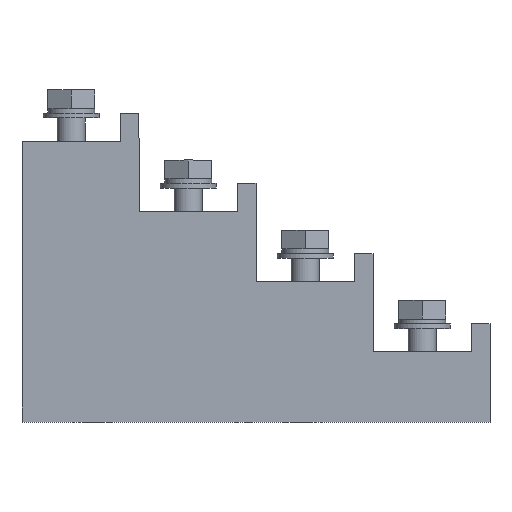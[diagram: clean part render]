
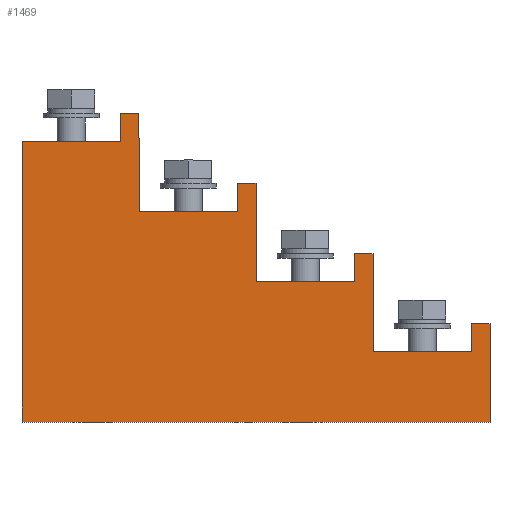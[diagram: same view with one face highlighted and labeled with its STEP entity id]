
A CAD part, top view. The second image highlights one B-rep face of the part: STEP entity #1469.
In plain terms, the highlighted planar face has unit normal (0, 0, 1).
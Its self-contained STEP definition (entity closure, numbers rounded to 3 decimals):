
#24 = ORIENTED_EDGE ( 'NONE', *, *, #2666, .T. ) ;
#28 = CARTESIAN_POINT ( 'NONE',  ( 0., 0., 10. ) ) ;
#37 = EDGE_LOOP ( 'NONE', ( #1116, #349, #238, #1201, #24, #1186, #2389, #2624, #1424, #883, #782, #299, #2453, #1509, #1045, #1917, #2555, #1207 ) ) ;
#40 = CARTESIAN_POINT ( 'NONE',  ( 0., 0., 10. ) ) ;
#43 = VERTEX_POINT ( 'NONE', #298 ) ;
#50 = EDGE_CURVE ( 'NONE', #1295, #2059, #2681, .T. ) ;
#63 = CARTESIAN_POINT ( 'NONE',  ( 71., 36., 10. ) ) ;
#78 = DIRECTION ( 'NONE',  ( -1., 0., 0. ) ) ;
#80 = VERTEX_POINT ( 'NONE', #922 ) ;
#103 = EDGE_CURVE ( 'NONE', #944, #2585, #306, .T. ) ;
#106 = CARTESIAN_POINT ( 'NONE',  ( 100., 15., 10. ) ) ;
#113 = VECTOR ( 'NONE', #1231, 1000. ) ;
#115 = CARTESIAN_POINT ( 'NONE',  ( 0., 0., 10. ) ) ;
#145 = VERTEX_POINT ( 'NONE', #1034 ) ;
#156 = VECTOR ( 'NONE', #230, 1000. ) ;
#166 = CARTESIAN_POINT ( 'NONE',  ( 50., 30., 10. ) ) ;
#183 = VERTEX_POINT ( 'NONE', #1241 ) ;
#214 = DIRECTION ( 'NONE',  ( -1., 0., 0. ) ) ;
#230 = DIRECTION ( 'NONE',  ( -1., 0., 0. ) ) ;
#238 = ORIENTED_EDGE ( 'NONE', *, *, #2720, .T. ) ;
#258 = LINE ( 'NONE', #1365, #823 ) ;
#264 = CARTESIAN_POINT ( 'NONE',  ( 0., 60., 10. ) ) ;
#271 = DIRECTION ( 'NONE',  ( 0., -1., 0. ) ) ;
#298 = CARTESIAN_POINT ( 'NONE',  ( 46., 51., 10. ) ) ;
#299 = ORIENTED_EDGE ( 'NONE', *, *, #598, .T. ) ;
#306 = LINE ( 'NONE', #2642, #1853 ) ;
#349 = ORIENTED_EDGE ( 'NONE', *, *, #578, .T. ) ;
#351 = LINE ( 'NONE', #1285, #1585 ) ;
#373 = DIRECTION ( 'NONE',  ( -1., 0., 0. ) ) ;
#377 = CARTESIAN_POINT ( 'NONE',  ( 71., 30., 10. ) ) ;
#402 = DIRECTION ( 'NONE',  ( 0., 1., 0. ) ) ;
#436 = DIRECTION ( 'NONE',  ( 0., -1., 0. ) ) ;
#472 = CARTESIAN_POINT ( 'NONE',  ( 100., 0., 10. ) ) ;
#473 = CARTESIAN_POINT ( 'NONE',  ( 21., 66., 10. ) ) ;
#488 = EDGE_CURVE ( 'NONE', #2059, #43, #2048, .T. ) ;
#515 = CARTESIAN_POINT ( 'NONE',  ( 96., 21., 10. ) ) ;
#527 = EDGE_CURVE ( 'NONE', #80, #1954, #874, .T. ) ;
#577 = DIRECTION ( 'NONE',  ( -1., 0., 0. ) ) ;
#578 = EDGE_CURVE ( 'NONE', #2790, #816, #1326, .T. ) ;
#598 = EDGE_CURVE ( 'NONE', #43, #80, #1195, .T. ) ;
#651 = EDGE_CURVE ( 'NONE', #1893, #1295, #1664, .T. ) ;
#658 = PLANE ( 'NONE',  #2052 ) ;
#757 = LINE ( 'NONE', #1168, #1344 ) ;
#782 = ORIENTED_EDGE ( 'NONE', *, *, #488, .T. ) ;
#816 = VERTEX_POINT ( 'NONE', #867 ) ;
#823 = VECTOR ( 'NONE', #1160, 1000. ) ;
#860 = CARTESIAN_POINT ( 'NONE',  ( 50., 51., 10. ) ) ;
#867 = CARTESIAN_POINT ( 'NONE',  ( 100., 21., 10. ) ) ;
#874 = LINE ( 'NONE', #1602, #1086 ) ;
#875 = VECTOR ( 'NONE', #2047, 1000. ) ;
#878 = DIRECTION ( 'NONE',  ( -1., 0., 0. ) ) ;
#883 = ORIENTED_EDGE ( 'NONE', *, *, #50, .T. ) ;
#909 = CARTESIAN_POINT ( 'NONE',  ( 25., 66., 10. ) ) ;
#922 = CARTESIAN_POINT ( 'NONE',  ( 46., 45., 10. ) ) ;
#925 = VERTEX_POINT ( 'NONE', #40 ) ;
#937 = VECTOR ( 'NONE', #2069, 1000. ) ;
#939 = CARTESIAN_POINT ( 'NONE',  ( 75., 15., 10. ) ) ;
#944 = VERTEX_POINT ( 'NONE', #473 ) ;
#973 = CARTESIAN_POINT ( 'NONE',  ( 96., 15., 10. ) ) ;
#996 = EDGE_CURVE ( 'NONE', #925, #2790, #258, .T. ) ;
#1012 = EDGE_CURVE ( 'NONE', #2245, #2054, #757, .T. ) ;
#1034 = CARTESIAN_POINT ( 'NONE',  ( 96., 21., 10. ) ) ;
#1039 = VECTOR ( 'NONE', #402, 1000. ) ;
#1045 = ORIENTED_EDGE ( 'NONE', *, *, #2474, .T. ) ;
#1060 = VECTOR ( 'NONE', #577, 1000. ) ;
#1067 = DIRECTION ( 'NONE',  ( -1., 0., 0. ) ) ;
#1086 = VECTOR ( 'NONE', #1591, 1000. ) ;
#1098 = EDGE_CURVE ( 'NONE', #1563, #925, #1524, .T. ) ;
#1112 = VERTEX_POINT ( 'NONE', #973 ) ;
#1116 = ORIENTED_EDGE ( 'NONE', *, *, #996, .T. ) ;
#1160 = DIRECTION ( 'NONE',  ( 1., 0., 0. ) ) ;
#1168 = CARTESIAN_POINT ( 'NONE',  ( 75., 30., 10. ) ) ;
#1175 = VECTOR ( 'NONE', #271, 1000. ) ;
#1186 = ORIENTED_EDGE ( 'NONE', *, *, #1012, .T. ) ;
#1195 = LINE ( 'NONE', #2535, #113 ) ;
#1201 = ORIENTED_EDGE ( 'NONE', *, *, #1652, .T. ) ;
#1207 = ORIENTED_EDGE ( 'NONE', *, *, #1098, .T. ) ;
#1231 = DIRECTION ( 'NONE',  ( 0., -1., 0. ) ) ;
#1241 = CARTESIAN_POINT ( 'NONE',  ( 71., 36., 10. ) ) ;
#1285 = CARTESIAN_POINT ( 'NONE',  ( 75., 15., 10. ) ) ;
#1295 = VERTEX_POINT ( 'NONE', #1921 ) ;
#1305 = LINE ( 'NONE', #1969, #156 ) ;
#1321 = EDGE_CURVE ( 'NONE', #1954, #1582, #2072, .T. ) ;
#1326 = LINE ( 'NONE', #106, #1852 ) ;
#1344 = VECTOR ( 'NONE', #2470, 1000. ) ;
#1365 = CARTESIAN_POINT ( 'NONE',  ( 100., 0., 10. ) ) ;
#1423 = EDGE_CURVE ( 'NONE', #2585, #1563, #2008, .T. ) ;
#1424 = ORIENTED_EDGE ( 'NONE', *, *, #651, .T. ) ;
#1449 = VECTOR ( 'NONE', #2374, 1000. ) ;
#1463 = VECTOR ( 'NONE', #78, 1000. ) ;
#1469 = ADVANCED_FACE ( 'NONE', ( #2070 ), #658, .F. ) ;
#1509 = ORIENTED_EDGE ( 'NONE', *, *, #1321, .T. ) ;
#1524 = LINE ( 'NONE', #115, #937 ) ;
#1563 = VERTEX_POINT ( 'NONE', #264 ) ;
#1582 = VERTEX_POINT ( 'NONE', #909 ) ;
#1585 = VECTOR ( 'NONE', #1067, 1000. ) ;
#1591 = DIRECTION ( 'NONE',  ( -1., 0., 0. ) ) ;
#1602 = CARTESIAN_POINT ( 'NONE',  ( 25., 45., 10. ) ) ;
#1652 = EDGE_CURVE ( 'NONE', #145, #1112, #2162, .T. ) ;
#1664 = LINE ( 'NONE', #166, #2235 ) ;
#1763 = LINE ( 'NONE', #63, #1175 ) ;
#1852 = VECTOR ( 'NONE', #2279, 1000. ) ;
#1853 = VECTOR ( 'NONE', #436, 1000. ) ;
#1890 = CARTESIAN_POINT ( 'NONE',  ( 21., 66., 10. ) ) ;
#1893 = VERTEX_POINT ( 'NONE', #377 ) ;
#1917 = ORIENTED_EDGE ( 'NONE', *, *, #103, .T. ) ;
#1921 = CARTESIAN_POINT ( 'NONE',  ( 50., 30., 10. ) ) ;
#1932 = CARTESIAN_POINT ( 'NONE',  ( 71., 36., 10. ) ) ;
#1954 = VERTEX_POINT ( 'NONE', #2792 ) ;
#1957 = CARTESIAN_POINT ( 'NONE',  ( 0., 60., 10. ) ) ;
#1969 = CARTESIAN_POINT ( 'NONE',  ( 96., 21., 10. ) ) ;
#2008 = LINE ( 'NONE', #1957, #2773 ) ;
#2027 = LINE ( 'NONE', #1932, #1449 ) ;
#2044 = DIRECTION ( 'NONE',  ( 0., -1., 0. ) ) ;
#2047 = DIRECTION ( 'NONE',  ( 0., 1., 0. ) ) ;
#2048 = LINE ( 'NONE', #2448, #1463 ) ;
#2052 = AXIS2_PLACEMENT_3D ( 'NONE', #28, #2195, #878 ) ;
#2054 = VERTEX_POINT ( 'NONE', #2161 ) ;
#2059 = VERTEX_POINT ( 'NONE', #860 ) ;
#2069 = DIRECTION ( 'NONE',  ( 0., -1., 0. ) ) ;
#2070 = FACE_OUTER_BOUND ( 'NONE', #37, .T. ) ;
#2072 = LINE ( 'NONE', #2137, #1039 ) ;
#2137 = CARTESIAN_POINT ( 'NONE',  ( 25., 60., 10. ) ) ;
#2154 = LINE ( 'NONE', #1890, #1060 ) ;
#2161 = CARTESIAN_POINT ( 'NONE',  ( 75., 36., 10. ) ) ;
#2162 = LINE ( 'NONE', #515, #2231 ) ;
#2166 = EDGE_CURVE ( 'NONE', #183, #1893, #1763, .T. ) ;
#2195 = DIRECTION ( 'NONE',  ( 0., 0., -1. ) ) ;
#2231 = VECTOR ( 'NONE', #2044, 1000. ) ;
#2235 = VECTOR ( 'NONE', #373, 1000. ) ;
#2245 = VERTEX_POINT ( 'NONE', #939 ) ;
#2279 = DIRECTION ( 'NONE',  ( 0., 1., 0. ) ) ;
#2292 = CARTESIAN_POINT ( 'NONE',  ( 50., 45., 10. ) ) ;
#2374 = DIRECTION ( 'NONE',  ( -1., 0., 0. ) ) ;
#2389 = ORIENTED_EDGE ( 'NONE', *, *, #2649, .T. ) ;
#2448 = CARTESIAN_POINT ( 'NONE',  ( 46., 51., 10. ) ) ;
#2453 = ORIENTED_EDGE ( 'NONE', *, *, #527, .T. ) ;
#2470 = DIRECTION ( 'NONE',  ( 0., 1., 0. ) ) ;
#2474 = EDGE_CURVE ( 'NONE', #1582, #944, #2154, .T. ) ;
#2535 = CARTESIAN_POINT ( 'NONE',  ( 46., 51., 10. ) ) ;
#2555 = ORIENTED_EDGE ( 'NONE', *, *, #1423, .T. ) ;
#2570 = CARTESIAN_POINT ( 'NONE',  ( 21., 60., 10. ) ) ;
#2585 = VERTEX_POINT ( 'NONE', #2570 ) ;
#2624 = ORIENTED_EDGE ( 'NONE', *, *, #2166, .T. ) ;
#2642 = CARTESIAN_POINT ( 'NONE',  ( 21., 66., 10. ) ) ;
#2649 = EDGE_CURVE ( 'NONE', #2054, #183, #2027, .T. ) ;
#2666 = EDGE_CURVE ( 'NONE', #1112, #2245, #351, .T. ) ;
#2681 = LINE ( 'NONE', #2292, #875 ) ;
#2720 = EDGE_CURVE ( 'NONE', #816, #145, #1305, .T. ) ;
#2773 = VECTOR ( 'NONE', #214, 1000. ) ;
#2790 = VERTEX_POINT ( 'NONE', #472 ) ;
#2792 = CARTESIAN_POINT ( 'NONE',  ( 25., 45., 10. ) ) ;
